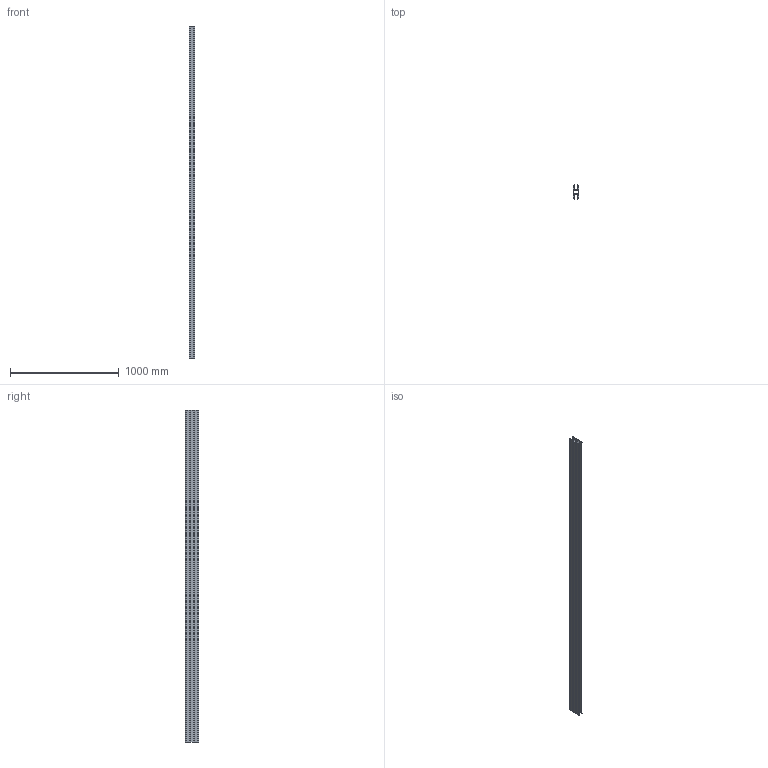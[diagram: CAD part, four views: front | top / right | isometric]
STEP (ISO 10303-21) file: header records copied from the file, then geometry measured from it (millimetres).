
FILE_DESCRIPTION((''),' ');
FILE_NAME('P1004A.stp',' ',('Terry Dollhoff'),('Digital Brewery'),' ','ACIS 14.0',' ');
FILE_SCHEMA(('automotive_design'));
Length unit declared in the file: inch
Products named in the file (2): Part_13294
Bounding box: 46.61 x 123.83 x 3048 mm (x, y, z)
Volume: 3873353 mm3; surface area: 2314151.9 mm2
Topology: 1 solids, 1 shells, 106 faces, 312 edges, 208 vertices
Faces by surface type: cylinder 60, plane 46
Entity records: 8378 total; most frequent: DIRECTION 812, CARTESIAN_POINT 732, STYLED_ITEM 731, PRESENTATION_STYLE_ASSIGNMENT 731, COLOUR_RGB 731, ORIENTED_EDGE 624, CURVE_STYLE 416, DRAUGHTING_PRE_DEFINED_CURVE_FONT 416
